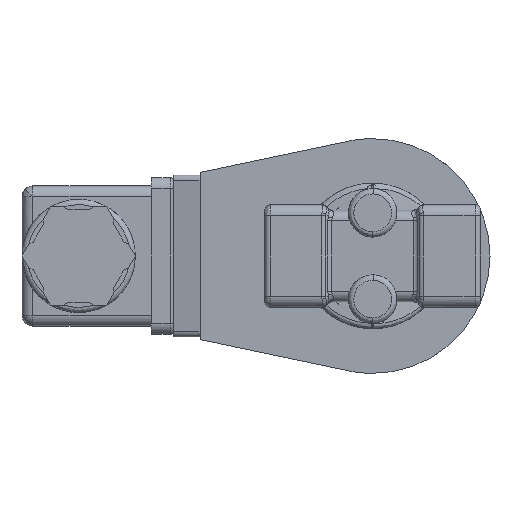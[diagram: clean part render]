
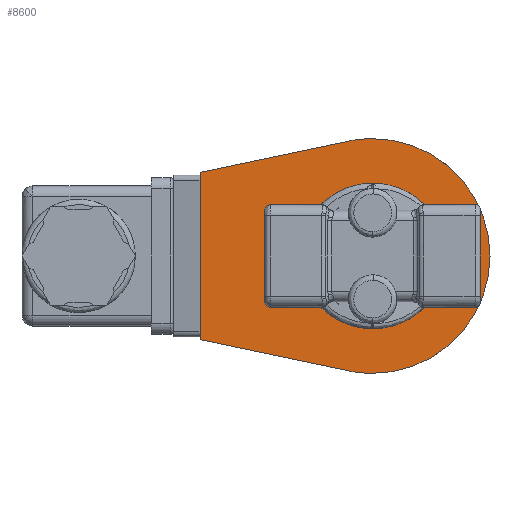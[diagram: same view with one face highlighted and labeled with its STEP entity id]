
A CAD part, front view. The second image highlights one B-rep face of the part: STEP entity #8600.
In plain terms, the highlighted planar face has unit normal (0, -1, 0).
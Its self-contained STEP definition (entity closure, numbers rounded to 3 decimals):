
#24 = ORIENTED_EDGE ( 'NONE', *, *, #2707, .F. ) ;
#198 = ORIENTED_EDGE ( 'NONE', *, *, #6787, .F. ) ;
#199 = CARTESIAN_POINT ( 'NONE',  ( 32.527, -23., -21.285 ) ) ;
#295 = LINE ( 'NONE', #4673, #2421 ) ;
#777 = VERTEX_POINT ( 'NONE', #199 ) ;
#1115 = EDGE_CURVE ( 'NONE', #6094, #777, #5480, .T. ) ;
#1324 = VERTEX_POINT ( 'NONE', #8242 ) ;
#1440 = VECTOR ( 'NONE', #5179, 1000. ) ;
#1611 = DIRECTION ( 'NONE',  ( 0., 0., 1. ) ) ;
#1612 = VERTEX_POINT ( 'NONE', #4988 ) ;
#1735 = CARTESIAN_POINT ( 'NONE',  ( 37., -23., 0. ) ) ;
#1760 = CIRCLE ( 'NONE', #7680, 10.175 ) ;
#1947 = EDGE_CURVE ( 'NONE', #9010, #9703, #10114, .T. ) ;
#2168 = AXIS2_PLACEMENT_3D ( 'NONE', #3605, #6470, #1611 ) ;
#2239 = CARTESIAN_POINT ( 'NONE',  ( 32.527, -23., 21.285 ) ) ;
#2260 = ORIENTED_EDGE ( 'NONE', *, *, #1115, .T. ) ;
#2421 = VECTOR ( 'NONE', #10347, 1000. ) ;
#2495 = DIRECTION ( 'NONE',  ( 0., -1., 0. ) ) ;
#2549 = DIRECTION ( 'NONE',  ( 0., 0., 1. ) ) ;
#2595 = CARTESIAN_POINT ( 'NONE',  ( 47.175, -23., 0. ) ) ;
#2707 = EDGE_CURVE ( 'NONE', #6094, #1324, #7679, .T. ) ;
#2731 = ORIENTED_EDGE ( 'NONE', *, *, #4494, .F. ) ;
#2841 = PLANE ( 'NONE',  #2168 ) ;
#2955 = DIRECTION ( 'NONE',  ( 0., 1., 0. ) ) ;
#3024 = FACE_OUTER_BOUND ( 'NONE', #4894, .T. ) ;
#3273 = FACE_BOUND ( 'NONE', #9535, .T. ) ;
#3324 = CARTESIAN_POINT ( 'NONE',  ( 37., -23., 0. ) ) ;
#3328 = CARTESIAN_POINT ( 'NONE',  ( 18.763, -23., -18.393 ) ) ;
#3331 = AXIS2_PLACEMENT_3D ( 'NONE', #7389, #2495, #8217 ) ;
#3504 = DIRECTION ( 'NONE',  ( 0., -1., 0. ) ) ;
#3605 = CARTESIAN_POINT ( 'NONE',  ( 31.875, -23., 0. ) ) ;
#4140 = DIRECTION ( 'NONE',  ( 0., 0., 1. ) ) ;
#4214 = DIRECTION ( 'NONE',  ( 0.979, 0., -0.206 ) ) ;
#4494 = EDGE_CURVE ( 'NONE', #1612, #777, #8547, .T. ) ;
#4519 = ORIENTED_EDGE ( 'NONE', *, *, #5960, .F. ) ;
#4673 = CARTESIAN_POINT ( 'NONE',  ( 5., -23., 15.5 ) ) ;
#4894 = EDGE_LOOP ( 'NONE', ( #2260, #2731, #198, #6310, #7077, #24 ) ) ;
#4988 = CARTESIAN_POINT ( 'NONE',  ( 37., -23., -21.75 ) ) ;
#5179 = DIRECTION ( 'NONE',  ( 0., 0., 1. ) ) ;
#5243 = CARTESIAN_POINT ( 'NONE',  ( 37., -23., 21.75 ) ) ;
#5323 = AXIS2_PLACEMENT_3D ( 'NONE', #7870, #2955, #8694 ) ;
#5480 = LINE ( 'NONE', #3328, #9576 ) ;
#5770 = CARTESIAN_POINT ( 'NONE',  ( 26.825, -23., 0. ) ) ;
#5842 = VERTEX_POINT ( 'NONE', #5770 ) ;
#5960 = EDGE_CURVE ( 'NONE', #7313, #5842, #1760, .T. ) ;
#5991 = CIRCLE ( 'NONE', #3331, 10.175 ) ;
#6094 = VERTEX_POINT ( 'NONE', #7064 ) ;
#6310 = ORIENTED_EDGE ( 'NONE', *, *, #1947, .F. ) ;
#6470 = DIRECTION ( 'NONE',  ( 0., 1., 0. ) ) ;
#6787 = EDGE_CURVE ( 'NONE', #9703, #1612, #9074, .T. ) ;
#7064 = CARTESIAN_POINT ( 'NONE',  ( 5., -23., -15.5 ) ) ;
#7077 = ORIENTED_EDGE ( 'NONE', *, *, #7742, .F. ) ;
#7286 = EDGE_CURVE ( 'NONE', #5842, #7313, #5991, .T. ) ;
#7313 = VERTEX_POINT ( 'NONE', #2595 ) ;
#7389 = CARTESIAN_POINT ( 'NONE',  ( 37., -23., 0. ) ) ;
#7436 = DIRECTION ( 'NONE',  ( 0., 1., 0. ) ) ;
#7679 = LINE ( 'NONE', #10087, #1440 ) ;
#7680 = AXIS2_PLACEMENT_3D ( 'NONE', #8436, #3504, #9245 ) ;
#7742 = EDGE_CURVE ( 'NONE', #1324, #9010, #295, .T. ) ;
#7870 = CARTESIAN_POINT ( 'NONE',  ( 37., -23., 0. ) ) ;
#8217 = DIRECTION ( 'NONE',  ( 0., 0., -1. ) ) ;
#8242 = CARTESIAN_POINT ( 'NONE',  ( 5., -23., 15.5 ) ) ;
#8436 = CARTESIAN_POINT ( 'NONE',  ( 37., -23., 0. ) ) ;
#8547 = CIRCLE ( 'NONE', #9247, 21.75 ) ;
#8600 = ADVANCED_FACE ( 'NONE', ( #3273, #3024 ), #2841, .F. ) ;
#8670 = ORIENTED_EDGE ( 'NONE', *, *, #7286, .F. ) ;
#8694 = DIRECTION ( 'NONE',  ( 0., 0., 1. ) ) ;
#9010 = VERTEX_POINT ( 'NONE', #2239 ) ;
#9068 = DIRECTION ( 'NONE',  ( 0., 1., 0. ) ) ;
#9074 = CIRCLE ( 'NONE', #9244, 21.75 ) ;
#9244 = AXIS2_PLACEMENT_3D ( 'NONE', #1735, #7436, #2549 ) ;
#9245 = DIRECTION ( 'NONE',  ( 0., 0., -1. ) ) ;
#9247 = AXIS2_PLACEMENT_3D ( 'NONE', #3324, #9068, #4140 ) ;
#9535 = EDGE_LOOP ( 'NONE', ( #8670, #4519 ) ) ;
#9576 = VECTOR ( 'NONE', #4214, 1000. ) ;
#9703 = VERTEX_POINT ( 'NONE', #5243 ) ;
#10087 = CARTESIAN_POINT ( 'NONE',  ( 5., -23., 0. ) ) ;
#10114 = CIRCLE ( 'NONE', #5323, 21.75 ) ;
#10347 = DIRECTION ( 'NONE',  ( 0.979, 0., 0.206 ) ) ;
